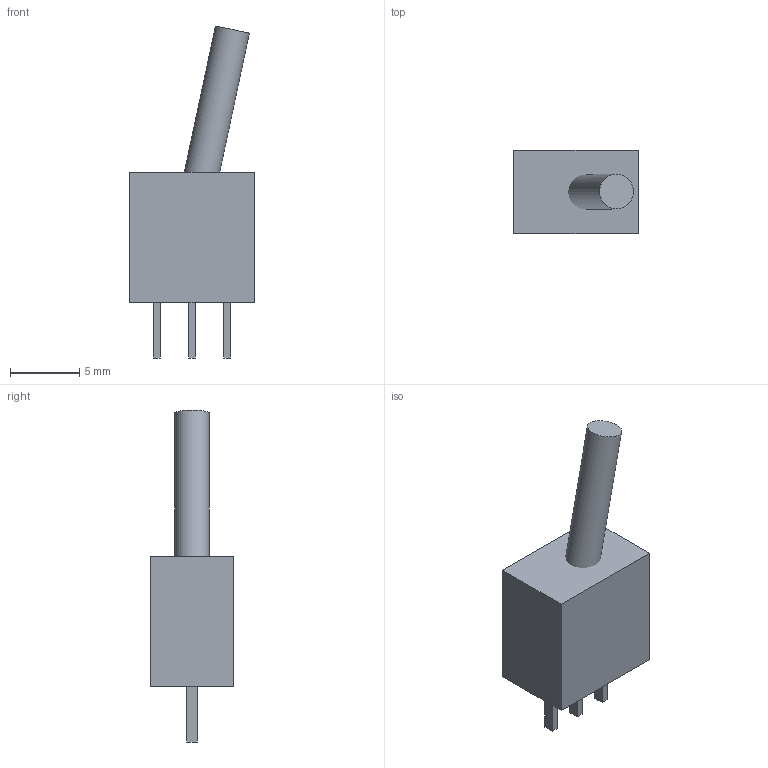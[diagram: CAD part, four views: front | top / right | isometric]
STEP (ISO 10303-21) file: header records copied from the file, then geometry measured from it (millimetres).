
FILE_DESCRIPTION(('FreeCAD Model'),'2;1');
FILE_NAME('Open CASCADE Shape Model','2024-03-05T15:45:04',('Remi Peuchot'),(''),'Open CASCADE STEP processor 7.5','FreeCAD','Unknown');
FILE_SCHEMA(('AUTOMOTIVE_DESIGN { 1 0 10303 214 1 1 1 1 }'));
Length unit declared in the file: millimetre
Products named in the file (4): LinkGroup; cube; LinearExtrude; Group
Assembly tree (3 placements, depth 2):
  LinkGroup
    cube
    LinearExtrude
    Group
Bounding box: 9 x 6 x 23.95 mm (x, y, z)
Volume: 580.8 mm3; surface area: 542 mm2
Topology: 5 solids, 5 shells, 27 faces, 51 edges, 34 vertices
Faces by surface type: plane 26, cylinder 1
Full cylindrical faces by diameter (mm): 2.5 x1
Entity records: 512 total; most frequent: ORIENTED_EDGE 77, EDGE_CURVE 51, LINE 49, CARTESIAN_POINT 39, VERTEX_POINT 34, AXIS2_PLACEMENT_3D 30, ADVANCED_FACE 27, FACE_BOUND 27
